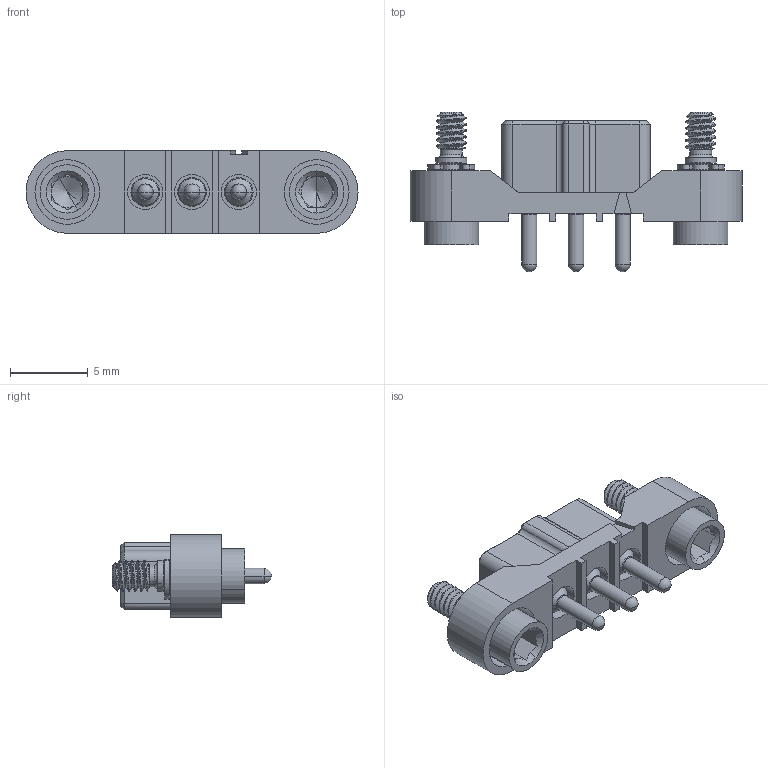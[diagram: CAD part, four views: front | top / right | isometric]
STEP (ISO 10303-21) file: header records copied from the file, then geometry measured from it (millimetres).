
FILE_DESCRIPTION((''),'2;1');
FILE_NAME('M300-FV10345F2_ASM','2018-02-27T08:55:03',('wpreston'),(''),'CREO PARAMETRIC BY PTC INC, 2016510','CREO PARAMETRIC BY PTC INC, 2016510','');
FILE_SCHEMA(('CONFIG_CONTROL_DESIGN','SHAPE_APPEARANCE_LAYERS_GROUPS'));
Length unit declared in the file: millimetre
Products named in the file (7): M300-222; M300-023; Y3196-05; M300-003_ASM; M80-218; M80-215; M300-FV10345F2_ASM
Assembly tree (10 placements, depth 3):
  M300-FV10345F2_ASM
    M300-222
    M300-003_ASM  x3
      M300-023
      Y3196-05
    M80-218  x2
    M80-215  x2
Bounding box: 21.3 x 10.22 x 5.3 mm (x, y, z)
Volume: 399.6 mm3; surface area: 1157.7 mm2
Topology: 11 solids, 13 shells, 487 faces, 1167 edges, 710 vertices
Faces by surface type: cylinder 164, plane 144, bspline 84, cone 67, torus 22, sphere 6
Entity records: 11887 total; most frequent: CARTESIAN_POINT 3748, DIRECTION 1279, ORIENTED_EDGE 1246, PRESENTATION_STYLE_ASSIGNMENT 631, STYLED_ITEM 631, CURVE_STYLE 625, EDGE_CURVE 625, AXIS2_PLACEMENT_3D 482
